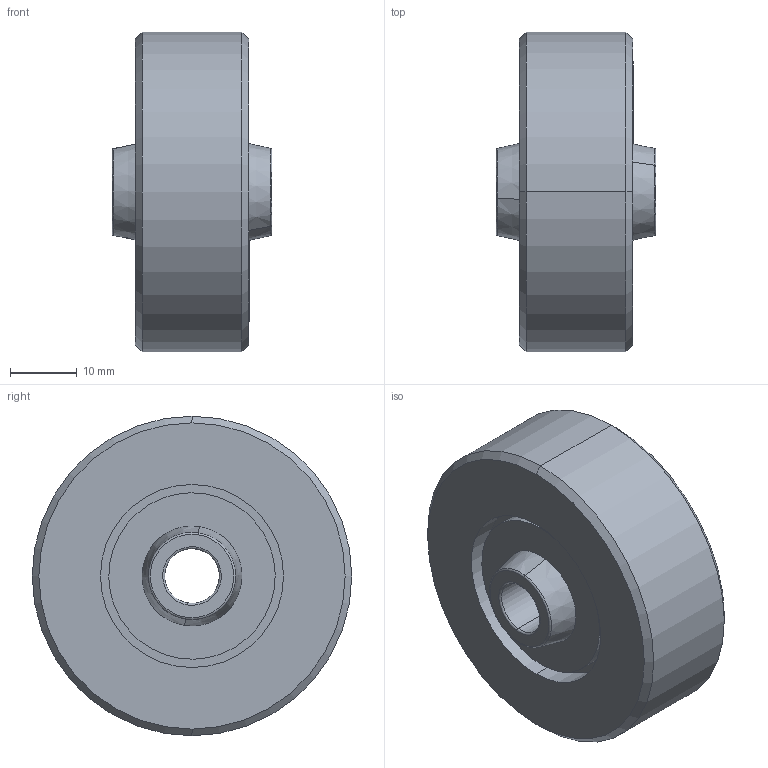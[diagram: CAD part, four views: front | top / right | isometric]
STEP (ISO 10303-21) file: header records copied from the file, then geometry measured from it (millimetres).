
FILE_DESCRIPTION (( 'STEP AP214' ), '1' );
FILE_NAME ('0028452_2400-48-8-Gelb.step', '2017-09-20T07:45:38', ( '' ), ( '' ), 'SwSTEP 2.0', 'SolidWorks 2016', '' );
FILE_SCHEMA (( 'AUTOMOTIVE_DESIGN' ));
Length unit declared in the file: millimetre
Products named in the file (5): 0028452_2400-48-8-Gelb; 0028452-02; 0036031_2400-48-8K-KAPPE; 0028452-01; Rillenkugellager_DIN625-6000-2RSR
Assembly tree (5 placements, depth 2):
  0028452_2400-48-8-Gelb
    0028452-01
    0028452-02
    0036031_2400-48-8K-KAPPE  x2
    Rillenkugellager_DIN625-6000-2RSR
Bounding box: 24 x 48 x 48 mm (x, y, z)
Volume: 24446.9 mm3; surface area: 17919.6 mm2
Topology: 4 solids, 8 shells, 254 faces, 633 edges, 422 vertices
Faces by surface type: plane 133, bspline 53, cylinder 52, cone 8, torus 8
Entity records: 9931 total; most frequent: CARTESIAN_POINT 4014, ORIENTED_EDGE 1174, DIRECTION 1003, EDGE_CURVE 595, VERTEX_POINT 398, LINE 365, VECTOR 365, AXIS2_PLACEMENT_3D 319
